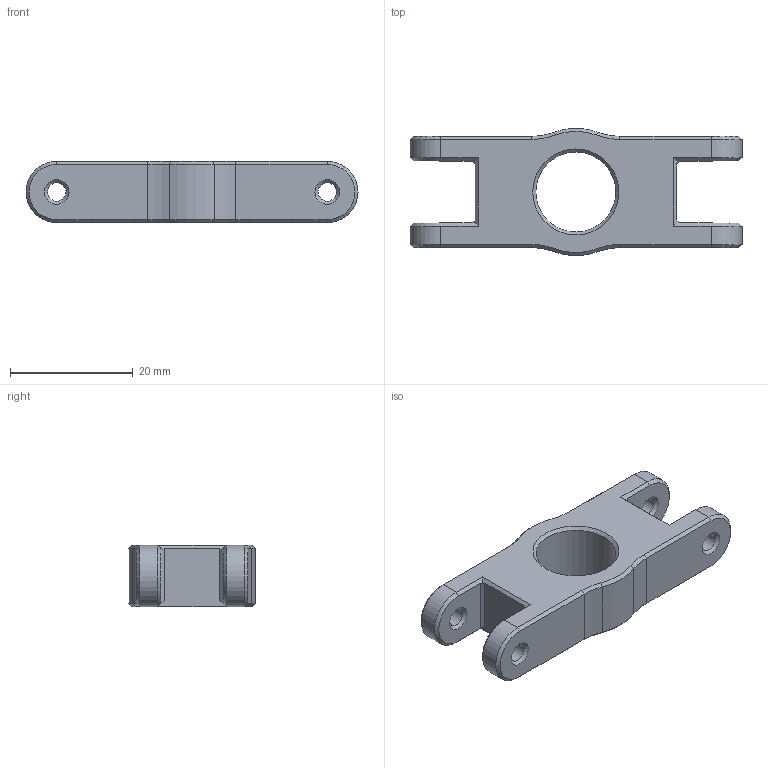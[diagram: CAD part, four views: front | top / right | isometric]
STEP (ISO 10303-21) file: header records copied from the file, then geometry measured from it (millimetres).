
FILE_DESCRIPTION(/* description */ (''),/* implementation_level */ '2;1');
FILE_NAME(/* name */ 'HorizontalGuide v1.step',/* time_stamp */ '2025-07-20T14:06:59-07:00',/* author */ (''),/* organization */ (''),/* preprocessor_version */ 'ST-DEVELOPER v20.1',/* originating_system */ 'Autodesk Translation Framework v14.10.0.0',/* authorisation */ '');
FILE_SCHEMA (('AUTOMOTIVE_DESIGN { 1 0 10303 214 3 1 1 }'));
Length unit declared in the file: millimetre
Products named in the file (1): HorizontalGuide
Bounding box: 54 x 20.65 x 10 mm (x, y, z)
Volume: 6140.6 mm3; surface area: 3358.3 mm2
Topology: 1 solids, 1 shells, 93 faces, 219 edges, 128 vertices
Faces by surface type: plane 48, cone 30, cylinder 15
Full cylindrical faces by diameter (mm): 3 x4, 13 x1
Entity records: 2661 total; most frequent: DIRECTION 467, CARTESIAN_POINT 441, ORIENTED_EDGE 438, EDGE_CURVE 219, LINE 159, VECTOR 159, AXIS2_PLACEMENT_3D 154, VERTEX_POINT 128
